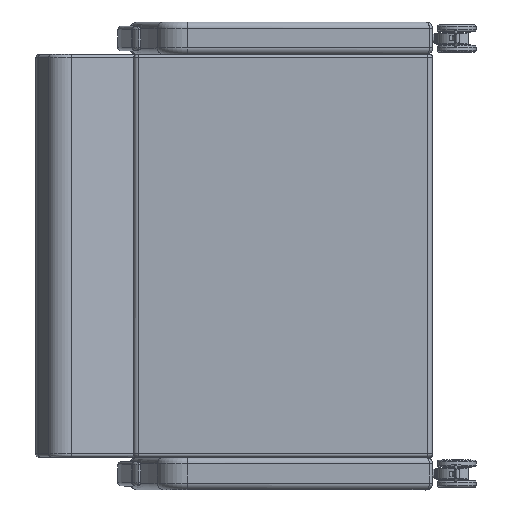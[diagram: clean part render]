
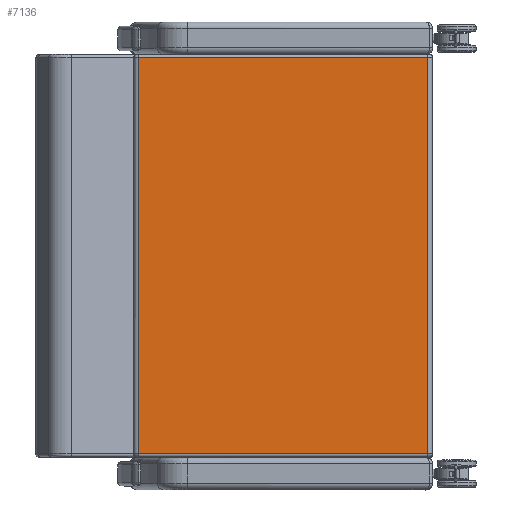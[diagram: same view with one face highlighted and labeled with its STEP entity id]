
A CAD part, left-side view. The second image highlights one B-rep face of the part: STEP entity #7136.
In plain terms, the highlighted face is planar.
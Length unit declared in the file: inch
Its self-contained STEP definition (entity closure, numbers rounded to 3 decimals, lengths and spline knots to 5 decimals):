
#564=PLANE('',#8057);
#820=LINE('',#20412,#1178);
#843=LINE('',#20583,#1201);
#848=LINE('',#20617,#1206);
#849=LINE('',#20619,#1207);
#1178=VECTOR('',#9703,0.3937);
#1201=VECTOR('',#9828,0.3937);
#1206=VECTOR('',#9851,0.3937);
#1207=VECTOR('',#9854,26.5);
#1820=FACE_OUTER_BOUND('',#2317,.T.);
#2317=EDGE_LOOP('',(#6084,#6085,#6086,#6087));
#3417=VERTEX_POINT('',#20401);
#3421=VERTEX_POINT('',#20410);
#3458=VERTEX_POINT('',#20573);
#3460=VERTEX_POINT('',#20579);
#4306=EDGE_CURVE('',#3421,#3417,#820,.T.);
#4365=EDGE_CURVE('',#3458,#3460,#843,.T.);
#4375=EDGE_CURVE('',#3460,#3421,#848,.T.);
#4376=EDGE_CURVE('',#3417,#3458,#849,.T.);
#6084=ORIENTED_EDGE('',*,*,#4306,.F.);
#6085=ORIENTED_EDGE('',*,*,#4375,.F.);
#6086=ORIENTED_EDGE('',*,*,#4365,.F.);
#6087=ORIENTED_EDGE('',*,*,#4376,.F.);
#7136=ADVANCED_FACE('',(#1820),#564,.T.);
#8057=AXIS2_PLACEMENT_3D('',#20618,#9852,#9853);
#9703=DIRECTION('',(-1.,0.,0.));
#9828=DIRECTION('',(1.,0.,0.));
#9851=DIRECTION('',(0.,0.,-1.));
#9852=DIRECTION('center_axis',(0.,-1.,0.));
#9853=DIRECTION('ref_axis',(0.,0.,-1.));
#9854=DIRECTION('',(0.,0.,1.));
#20401=CARTESIAN_POINT('',(20.0282,18.44801,26.25));
#20410=CARTESIAN_POINT('',(42.2782,18.44801,26.25));
#20412=CARTESIAN_POINT('',(35.46724,18.44801,26.25));
#20573=CARTESIAN_POINT('',(20.0282,18.44801,56.75));
#20579=CARTESIAN_POINT('',(42.2782,18.44801,56.75));
#20583=CARTESIAN_POINT('',(35.3303,18.44801,56.75));
#20617=CARTESIAN_POINT('',(42.2782,18.44801,30.));
#20618=CARTESIAN_POINT('Origin',(40.7782,18.44801,30.));
#20619=CARTESIAN_POINT('',(20.0282,18.44801,30.25));
